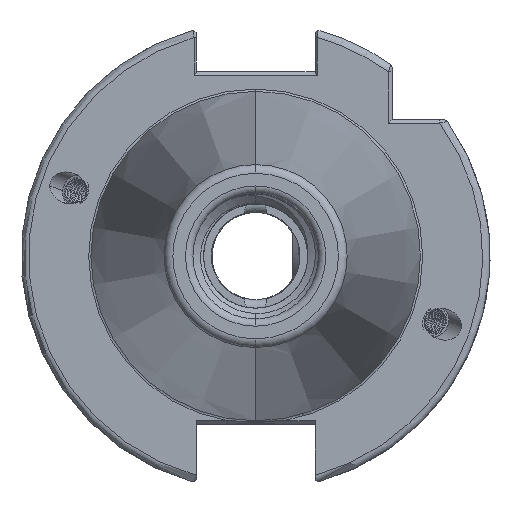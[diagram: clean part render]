
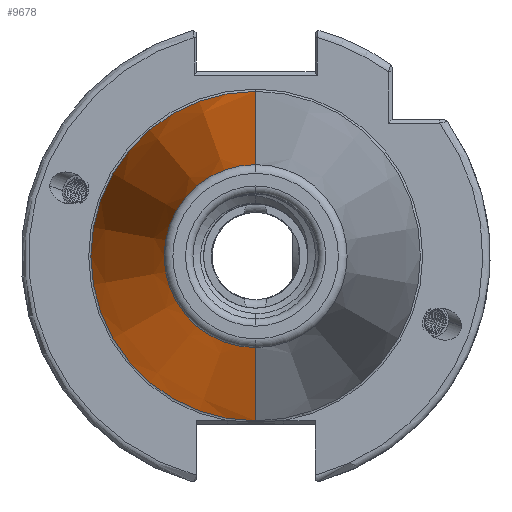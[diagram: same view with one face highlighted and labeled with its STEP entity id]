
A CAD part, left-side view. The second image highlights one B-rep face of the part: STEP entity #9678.
In plain terms, the highlighted conical face has half-angle 8.297 degrees and reference radius 22.692 mm.
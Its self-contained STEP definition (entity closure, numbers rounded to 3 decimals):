
#71 = FACE_OUTER_BOUND ( 'NONE', #21972, .T. ) ;
#122 = CONICAL_SURFACE ( 'NONE', #22539, 22.692, 0.145 ) ;
#324 = CIRCLE ( 'NONE', #24141, 12.4 ) ;
#475 = LINE ( 'NONE', #10548, #503 ) ;
#499 = CIRCLE ( 'NONE', #22500, 22.327 ) ;
#503 = VECTOR ( 'NONE', #10557, 1000. ) ;
#1129 = CARTESIAN_POINT ( 'NONE',  ( -70.573, 0., 12.4 ) ) ;
#1139 = CARTESIAN_POINT ( 'NONE',  ( -70.573, 0., -12.4 ) ) ;
#2682 = ORIENTED_EDGE ( 'NONE', *, *, #12115, .T. ) ;
#2684 = ORIENTED_EDGE ( 'NONE', *, *, #9537, .T. ) ;
#2692 = ORIENTED_EDGE ( 'NONE', *, *, #9519, .F. ) ;
#2708 = ORIENTED_EDGE ( 'NONE', *, *, #9536, .F. ) ;
#4059 = CARTESIAN_POINT ( 'NONE',  ( 0., 0., 0. ) ) ;
#4060 = DIRECTION ( 'NONE',  ( 1., 0., 0. ) ) ;
#4067 = DIRECTION ( 'NONE',  ( 0., 0., -1. ) ) ;
#6137 = VERTEX_POINT ( 'NONE', #18425 ) ;
#6159 = VERTEX_POINT ( 'NONE', #18406 ) ;
#9519 = EDGE_CURVE ( 'NONE', #21920, #6159, #22494, .T. ) ;
#9536 = EDGE_CURVE ( 'NONE', #6159, #6137, #499, .T. ) ;
#9537 = EDGE_CURVE ( 'NONE', #21922, #6137, #475, .T. ) ;
#9678 = ADVANCED_FACE ( 'NONE', ( #71 ), #122, .T. ) ;
#10459 = CARTESIAN_POINT ( 'NONE',  ( 0., 0., -22.692 ) ) ;
#10481 = DIRECTION ( 'NONE',  ( 0.99, 0., -0.144 ) ) ;
#10540 = CARTESIAN_POINT ( 'NONE',  ( -2.5, 0., 0. ) ) ;
#10545 = DIRECTION ( 'NONE',  ( 0., 0., -1. ) ) ;
#10548 = CARTESIAN_POINT ( 'NONE',  ( 0., 0., 22.692 ) ) ;
#10554 = DIRECTION ( 'NONE',  ( 1., 0., 0. ) ) ;
#10557 = DIRECTION ( 'NONE',  ( 0.99, 0., 0.144 ) ) ;
#12115 = EDGE_CURVE ( 'NONE', #21920, #21922, #324, .T. ) ;
#18406 = CARTESIAN_POINT ( 'NONE',  ( -2.5, 0., -22.327 ) ) ;
#18425 = CARTESIAN_POINT ( 'NONE',  ( -2.5, 0., 22.327 ) ) ;
#19976 = CARTESIAN_POINT ( 'NONE',  ( -70.573, 0., 0. ) ) ;
#19978 = DIRECTION ( 'NONE',  ( 0., 0., 1. ) ) ;
#20005 = DIRECTION ( 'NONE',  ( 1., 0., 0. ) ) ;
#21920 = VERTEX_POINT ( 'NONE', #1139 ) ;
#21922 = VERTEX_POINT ( 'NONE', #1129 ) ;
#21972 = EDGE_LOOP ( 'NONE', ( #2682, #2684, #2708, #2692 ) ) ;
#22494 = LINE ( 'NONE', #10459, #22498 ) ;
#22498 = VECTOR ( 'NONE', #10481, 1000. ) ;
#22500 = AXIS2_PLACEMENT_3D ( 'NONE', #10540, #10554, #10545 ) ;
#22539 = AXIS2_PLACEMENT_3D ( 'NONE', #4059, #4060, #4067 ) ;
#24141 = AXIS2_PLACEMENT_3D ( 'NONE', #19976, #20005, #19978 ) ;
